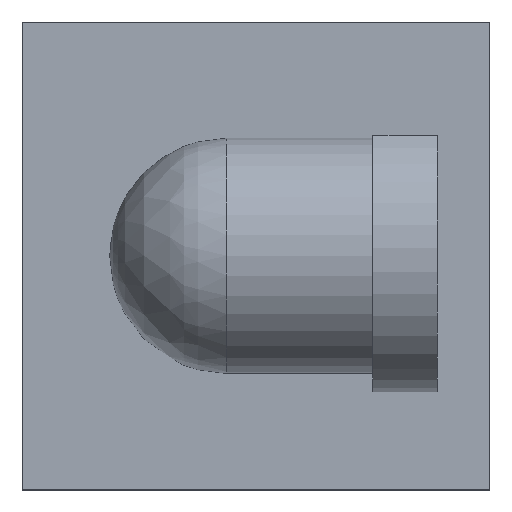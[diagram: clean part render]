
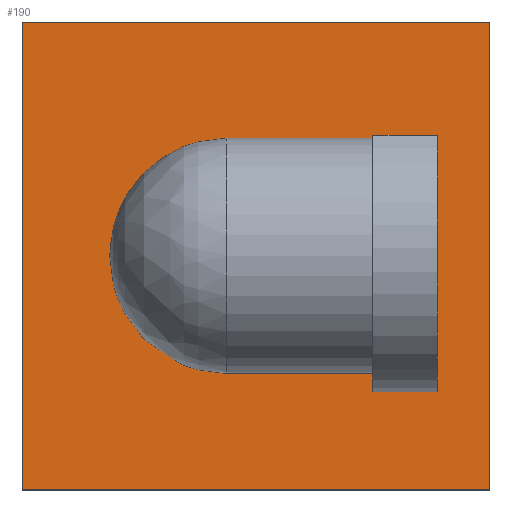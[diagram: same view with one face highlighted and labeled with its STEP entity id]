
A CAD part, top view. The second image highlights one B-rep face of the part: STEP entity #190.
In plain terms, the highlighted planar face has unit normal (0, 0, 1).
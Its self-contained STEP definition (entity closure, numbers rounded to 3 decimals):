
#29=FACE_OUTER_BOUND('',#43,.T.);
#43=EDGE_LOOP('',(#131,#132,#133,#134));
#57=LINE('',#303,#74);
#58=LINE('',#305,#75);
#59=LINE('',#307,#76);
#60=LINE('',#308,#77);
#74=VECTOR('',#244,10.);
#75=VECTOR('',#245,10.);
#76=VECTOR('',#246,10.);
#77=VECTOR('',#247,10.);
#91=VERTEX_POINT('',#301);
#92=VERTEX_POINT('',#302);
#93=VERTEX_POINT('',#304);
#94=VERTEX_POINT('',#306);
#107=EDGE_CURVE('',#91,#92,#57,.T.);
#108=EDGE_CURVE('',#92,#93,#58,.T.);
#109=EDGE_CURVE('',#93,#94,#59,.T.);
#110=EDGE_CURVE('',#94,#91,#60,.T.);
#131=ORIENTED_EDGE('',*,*,#107,.T.);
#132=ORIENTED_EDGE('',*,*,#108,.T.);
#133=ORIENTED_EDGE('',*,*,#109,.T.);
#134=ORIENTED_EDGE('',*,*,#110,.T.);
#179=PLANE('',#220);
#190=ADVANCED_FACE('',(#29),#179,.T.);
#220=AXIS2_PLACEMENT_3D('',#300,#242,#243);
#242=DIRECTION('center_axis',(0.,0.,1.));
#243=DIRECTION('ref_axis',(0.,-1.,0.));
#244=DIRECTION('',(1.,0.,0.));
#245=DIRECTION('',(0.,1.,0.));
#246=DIRECTION('',(-1.,0.,0.));
#247=DIRECTION('',(0.,-1.,0.));
#300=CARTESIAN_POINT('Origin',(8.,-8.,6.));
#301=CARTESIAN_POINT('',(0.,-16.,6.));
#302=CARTESIAN_POINT('',(16.,-16.,6.));
#303=CARTESIAN_POINT('',(8.,-16.,6.));
#304=CARTESIAN_POINT('',(16.,0.,6.));
#305=CARTESIAN_POINT('',(16.,-8.,6.));
#306=CARTESIAN_POINT('',(0.,0.,6.));
#307=CARTESIAN_POINT('',(8.,0.,6.));
#308=CARTESIAN_POINT('',(0.,-8.,6.));
